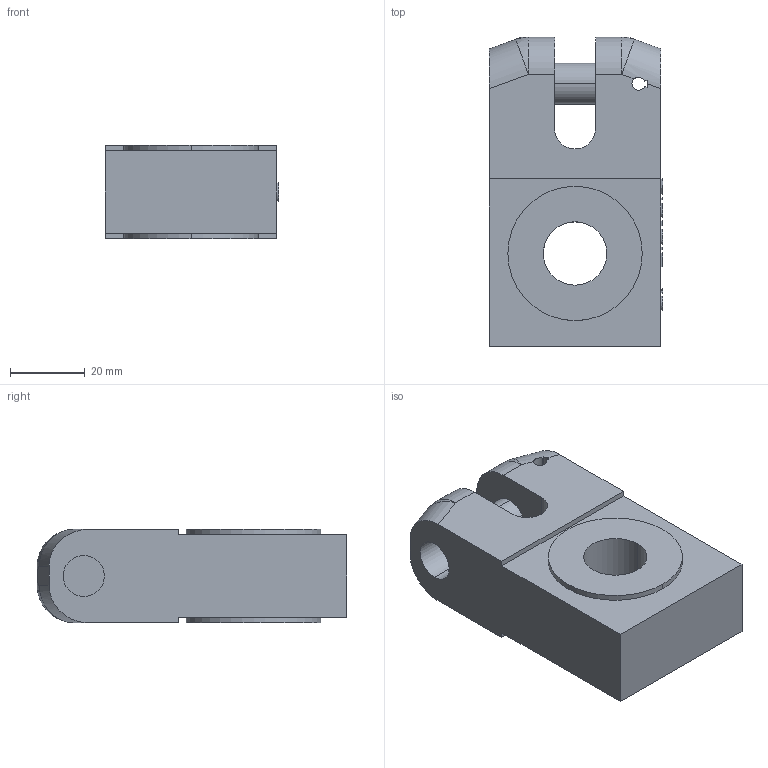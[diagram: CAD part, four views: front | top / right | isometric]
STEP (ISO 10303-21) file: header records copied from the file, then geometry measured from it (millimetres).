
FILE_DESCRIPTION((''),'2;1');
FILE_NAME('3VGIL-10','2005-01-18T',('jakubetz'),(''),'PRO/ENGINEER BY PARAMETRIC TECHNOLOGY CORPORATION, 2001400','PRO/ENGINEER BY PARAMETRIC TECHNOLOGY CORPORATION, 2001400','');
FILE_SCHEMA(('CONFIG_CONTROL_DESIGN'));
Length unit declared in the file: millimetre
Products named in the file (1): 3VGIL-10
Bounding box: 46.5 x 83 x 25 mm (x, y, z)
Volume: 75438 mm3; surface area: 16493.8 mm2
Topology: 1 solids, 1 shells, 213 faces, 589 edges, 387 vertices
Faces by surface type: plane 177, cylinder 28, sphere 4, bspline 4
Entity records: 7001 total; most frequent: CARTESIAN_POINT 1526, ORIENTED_EDGE 1178, DIRECTION 1027, EDGE_CURVE 589, VECTOR 511, LINE 511, VERTEX_POINT 387, AXIS2_PLACEMENT_3D 258
